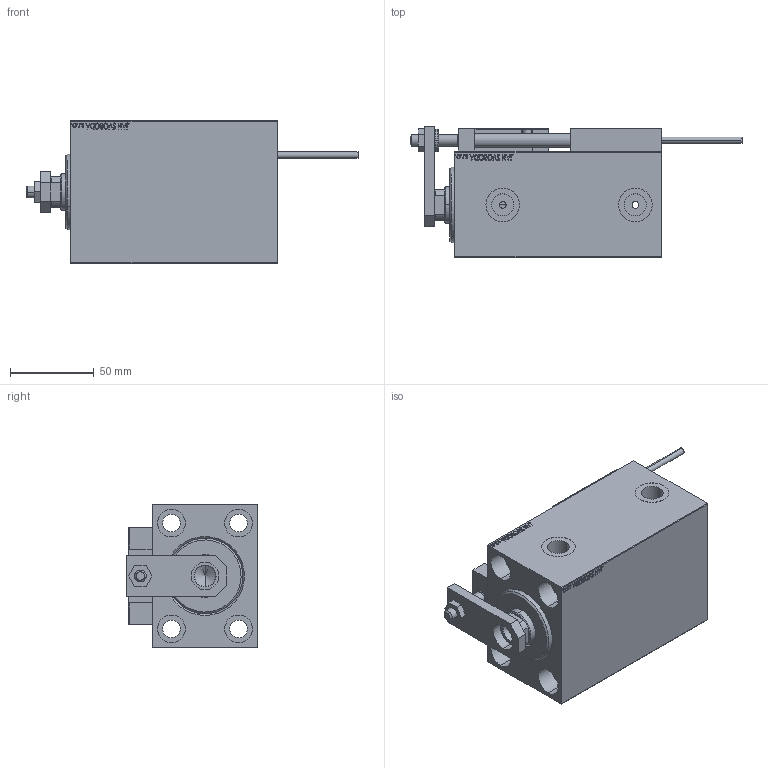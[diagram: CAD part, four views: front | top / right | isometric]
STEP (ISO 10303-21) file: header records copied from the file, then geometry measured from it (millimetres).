
FILE_DESCRIPTION (( 'STEP AP203' ), '1' );
FILE_NAME ('c2de.STEP', '2022-04-17T08:23:49', ( '' ), ( '' ), 'SwSTEP 2.0', 'SolidWorks 2019', '' );
FILE_SCHEMA (( 'CONFIG_CONTROL_DESIGN' ));
Length unit declared in the file: millimetre
Products named in the file (15): KONCOVKA 88d0bc59a65f46fb6884eff6b9147279; ALLEN BOLT D5 88d0bc59a65f46fb6884eff6b9147279; SWITCH_X_FRONT_BACK 88d0bc59a65f46fb6884eff6b9147279; ZARAZKA 88d0bc59a65f46fb6884eff6b9147279; V450CM_C_Body 88d0bc59a65f46fb6884eff6b9147279; Block 88d0bc59a65f46fb6884eff6b9147279; NUT_D12 88d0bc59a65f46fb6884eff6b9147279; c2de; V450CM_C_VCP 88d0bc59a65f46fb6884eff6b9147279; V450CM_VC_B 88d0bc59a65f46fb6884eff6b9147279; MAGNET 88d0bc59a65f46fb6884eff6b9147279; TYC_L79 88d0bc59a65f46fb6884eff6b9147279; ALLEN BOLT D8 88d0bc59a65f46fb6884eff6b9147279; SWITCH X 88d0bc59a65f46fb6884eff6b9147279; SWITCH DIM B,W 88d0bc59a65f46fb6884eff6b9147279
Assembly tree (24 placements, depth 3):
  c2de
    V450CM_C_Body 88d0bc59a65f46fb6884eff6b9147279
    SWITCH X 88d0bc59a65f46fb6884eff6b9147279
      SWITCH_X_FRONT_BACK 88d0bc59a65f46fb6884eff6b9147279  x2
      TYC_L79 88d0bc59a65f46fb6884eff6b9147279
      Block 88d0bc59a65f46fb6884eff6b9147279  x2
      ALLEN BOLT D5 88d0bc59a65f46fb6884eff6b9147279  x4
      ALLEN BOLT D8 88d0bc59a65f46fb6884eff6b9147279  x4
      MAGNET 88d0bc59a65f46fb6884eff6b9147279  x2
      KONCOVKA 88d0bc59a65f46fb6884eff6b9147279  x2
    NUT_D12 88d0bc59a65f46fb6884eff6b9147279
    SWITCH DIM B,W 88d0bc59a65f46fb6884eff6b9147279
    ZARAZKA 88d0bc59a65f46fb6884eff6b9147279
    V450CM_C_VCP 88d0bc59a65f46fb6884eff6b9147279
    V450CM_VC_B 88d0bc59a65f46fb6884eff6b9147279
Bounding box: 197.7 x 78.5 x 85 mm (x, y, z)
Volume: 599361.4 mm3; surface area: 120274 mm2
Topology: 23 solids, 23 shells, 1296 faces, 3100 edges, 1983 vertices
Faces by surface type: plane 564, bspline 380, cylinder 198, cone 106, torus 44, sphere 4
Entity records: 50691 total; most frequent: CARTESIAN_POINT 26084, ORIENTED_EDGE 5220, DIRECTION 3538, EDGE_CURVE 2610, VERTEX_POINT 1707, VECTOR 1496, LINE 1496, EDGE_LOOP 1213
